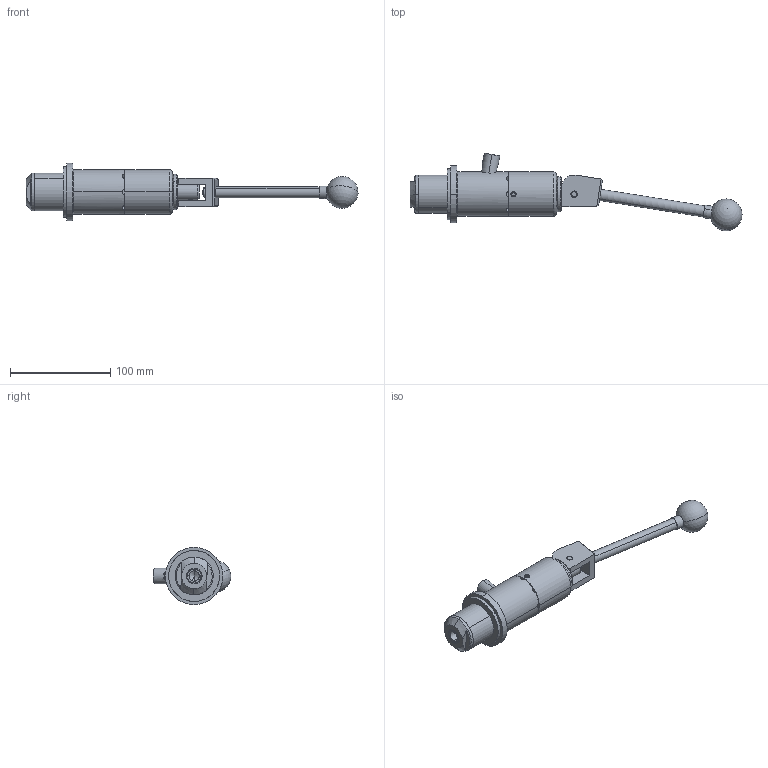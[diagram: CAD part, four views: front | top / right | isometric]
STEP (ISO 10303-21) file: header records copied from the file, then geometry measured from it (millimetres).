
FILE_DESCRIPTION (( 'STEP AP214' ), '1' );
FILE_NAME ('CTSC-003707.STEP', '2025-06-26T14:30:34', ( '' ), ( '' ), 'SwSTEP 2.0', 'SolidWorks 2023', '' );
FILE_SCHEMA (( 'AUTOMOTIVE_DESIGN' ));
Length unit declared in the file: inch
Products named in the file (1): CTSC-003707
Bounding box: 330.67 x 77.27 x 57.15 mm (x, y, z)
Volume: 264340.3 mm3; surface area: 65275 mm2
Topology: 9 solids, 10 shells, 285 faces, 686 edges, 435 vertices
Faces by surface type: cylinder 122, plane 105, cone 44, torus 9, bspline 3, sphere 2
Entity records: 13739 total; most frequent: CARTESIAN_POINT 3465, DIRECTION 1380, ORIENTED_EDGE 1354, EDGE_CURVE 677, AXIS2_PLACEMENT_3D 544, VERTEX_POINT 432, EDGE_LOOP 323, VECTOR 292
